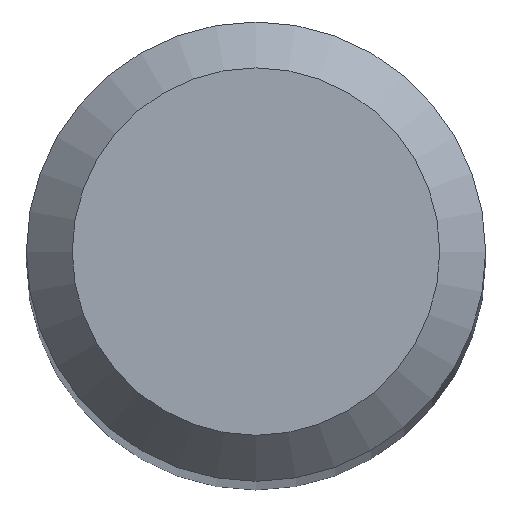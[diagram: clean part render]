
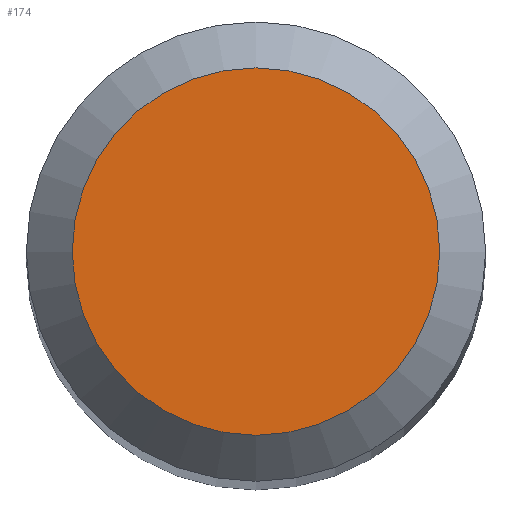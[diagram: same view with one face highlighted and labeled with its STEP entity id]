
A CAD part, top view. The second image highlights one B-rep face of the part: STEP entity #174.
In plain terms, the highlighted planar face has unit normal (0, 0, 1).
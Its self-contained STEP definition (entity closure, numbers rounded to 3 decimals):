
#16 = AXIS2_PLACEMENT_3D ( 'NONE', #206, #74, #228 ) ;
#23 = DIRECTION ( 'NONE',  ( 0., 0., -1. ) ) ;
#47 = AXIS2_PLACEMENT_3D ( 'NONE', #172, #23, #138 ) ;
#64 = VERTEX_POINT ( 'NONE', #187 ) ;
#69 = EDGE_CURVE ( 'NONE', #64, #64, #159, .T. ) ;
#74 = DIRECTION ( 'NONE',  ( 0., 0., -1. ) ) ;
#78 = PLANE ( 'NONE',  #47 ) ;
#133 = EDGE_LOOP ( 'NONE', ( #230 ) ) ;
#138 = DIRECTION ( 'NONE',  ( 0., 1., 0. ) ) ;
#159 = CIRCLE ( 'NONE', #16, 1.2 ) ;
#172 = CARTESIAN_POINT ( 'NONE',  ( 0., 0., 38. ) ) ;
#174 = ADVANCED_FACE ( 'NONE', ( #191 ), #78, .F. ) ;
#187 = CARTESIAN_POINT ( 'NONE',  ( 0., 1.2, 38. ) ) ;
#191 = FACE_OUTER_BOUND ( 'NONE', #133, .T. ) ;
#206 = CARTESIAN_POINT ( 'NONE',  ( 0., 0., 38. ) ) ;
#228 = DIRECTION ( 'NONE',  ( 0., 1., 0. ) ) ;
#230 = ORIENTED_EDGE ( 'NONE', *, *, #69, .F. ) ;
